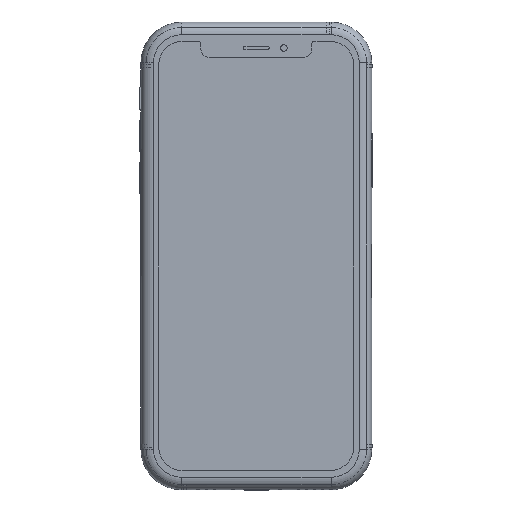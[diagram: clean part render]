
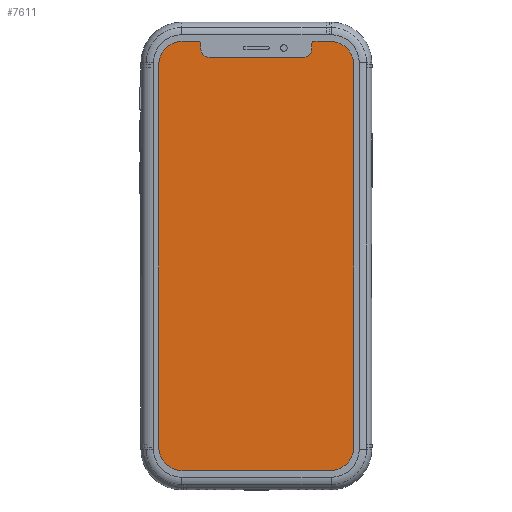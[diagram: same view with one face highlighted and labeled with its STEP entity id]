
A CAD part, top view. The second image highlights one B-rep face of the part: STEP entity #7611.
In plain terms, the highlighted planar face has unit normal (0, 0, 1).
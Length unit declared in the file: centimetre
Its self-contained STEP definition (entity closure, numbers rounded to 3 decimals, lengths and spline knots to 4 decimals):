
#729=PLANE($,#8316);
#1051=FACE_OUTER_BOUND($,#1593,.T.);
#1593=EDGE_LOOP($,(#5856,#5857,#5858,#5859,#5860,#5861,#5862,#5863,#5864,
#5865,#5866,#5867,#5868,#5869,#5870,#5871));
#2078=CIRCLE($,#8313,0.1);
#2080=CIRCLE($,#8317,0.25);
#2081=CIRCLE($,#8318,0.25);
#2082=CIRCLE($,#8319,0.1);
#2083=CIRCLE($,#8320,0.75);
#2084=CIRCLE($,#8321,0.75);
#2085=CIRCLE($,#8322,0.75);
#2086=CIRCLE($,#8323,0.75);
#2313=LINE($,#12300,#2846);
#2316=LINE($,#12306,#2849);
#2317=LINE($,#12310,#2850);
#2318=LINE($,#12314,#2851);
#2319=LINE($,#12318,#2852);
#2320=LINE($,#12322,#2853);
#2321=LINE($,#12326,#2854);
#2322=LINE($,#12330,#2855);
#2846=VECTOR($,#9300,0.45);
#2849=VECTOR($,#9305,0.15);
#2850=VECTOR($,#9308,2.9);
#2851=VECTOR($,#9311,0.15);
#2852=VECTOR($,#9314,0.45);
#2853=VECTOR($,#9317,11.7);
#2854=VECTOR($,#9320,4.5);
#2855=VECTOR($,#9323,11.7);
#3567=VERTEX_POINT($,#12290);
#3568=VERTEX_POINT($,#12291);
#3571=VERTEX_POINT($,#12299);
#3573=VERTEX_POINT($,#12305);
#3574=VERTEX_POINT($,#12307);
#3575=VERTEX_POINT($,#12309);
#3576=VERTEX_POINT($,#12311);
#3577=VERTEX_POINT($,#12313);
#3578=VERTEX_POINT($,#12315);
#3579=VERTEX_POINT($,#12317);
#3580=VERTEX_POINT($,#12319);
#3581=VERTEX_POINT($,#12321);
#3582=VERTEX_POINT($,#12323);
#3583=VERTEX_POINT($,#12325);
#3584=VERTEX_POINT($,#12327);
#3585=VERTEX_POINT($,#12329);
#4417=EDGE_CURVE($,#3567,#3568,#2078,.T.);
#4421=EDGE_CURVE($,#3571,#3568,#2313,.T.);
#4424=EDGE_CURVE($,#3567,#3573,#2316,.T.);
#4425=EDGE_CURVE($,#3573,#3574,#2080,.T.);
#4426=EDGE_CURVE($,#3574,#3575,#2317,.T.);
#4427=EDGE_CURVE($,#3575,#3576,#2081,.T.);
#4428=EDGE_CURVE($,#3576,#3577,#2318,.T.);
#4429=EDGE_CURVE($,#3578,#3577,#2082,.T.);
#4430=EDGE_CURVE($,#3578,#3579,#2319,.T.);
#4431=EDGE_CURVE($,#3580,#3579,#2083,.T.);
#4432=EDGE_CURVE($,#3580,#3581,#2320,.T.);
#4433=EDGE_CURVE($,#3582,#3581,#2084,.T.);
#4434=EDGE_CURVE($,#3582,#3583,#2321,.T.);
#4435=EDGE_CURVE($,#3584,#3583,#2085,.T.);
#4436=EDGE_CURVE($,#3584,#3585,#2322,.T.);
#4437=EDGE_CURVE($,#3571,#3585,#2086,.T.);
#5856=ORIENTED_EDGE($,*,*,#4417,.F.);
#5857=ORIENTED_EDGE($,*,*,#4424,.T.);
#5858=ORIENTED_EDGE($,*,*,#4425,.T.);
#5859=ORIENTED_EDGE($,*,*,#4426,.T.);
#5860=ORIENTED_EDGE($,*,*,#4427,.T.);
#5861=ORIENTED_EDGE($,*,*,#4428,.T.);
#5862=ORIENTED_EDGE($,*,*,#4429,.F.);
#5863=ORIENTED_EDGE($,*,*,#4430,.T.);
#5864=ORIENTED_EDGE($,*,*,#4431,.F.);
#5865=ORIENTED_EDGE($,*,*,#4432,.T.);
#5866=ORIENTED_EDGE($,*,*,#4433,.F.);
#5867=ORIENTED_EDGE($,*,*,#4434,.T.);
#5868=ORIENTED_EDGE($,*,*,#4435,.F.);
#5869=ORIENTED_EDGE($,*,*,#4436,.T.);
#5870=ORIENTED_EDGE($,*,*,#4437,.F.);
#5871=ORIENTED_EDGE($,*,*,#4421,.T.);
#7611=ADVANCED_FACE($,(#1051),#729,.T.);
#8313=AXIS2_PLACEMENT_3D($,#12292,#9292,#9293);
#8316=AXIS2_PLACEMENT_3D($,#12304,#9303,#9304);
#8317=AXIS2_PLACEMENT_3D($,#12308,#9306,#9307);
#8318=AXIS2_PLACEMENT_3D($,#12312,#9309,#9310);
#8319=AXIS2_PLACEMENT_3D($,#12316,#9312,#9313);
#8320=AXIS2_PLACEMENT_3D($,#12320,#9315,#9316);
#8321=AXIS2_PLACEMENT_3D($,#12324,#9318,#9319);
#8322=AXIS2_PLACEMENT_3D($,#12328,#9321,#9322);
#8323=AXIS2_PLACEMENT_3D($,#12331,#9324,#9325);
#9292=DIRECTION('center_axis',(0.,0.,-1.));
#9293=DIRECTION('ref_axis',(-0.707,0.707,0.));
#9300=DIRECTION($,(-1.,0.,0.));
#9303=DIRECTION('center_axis',(0.,0.,1.));
#9304=DIRECTION('ref_axis',(1.,0.,0.));
#9305=DIRECTION($,(0.,-1.,0.));
#9306=DIRECTION('center_axis',(0.,0.,-1.));
#9307=DIRECTION('ref_axis',(0.707,-0.707,0.));
#9308=DIRECTION($,(-1.,0.,0.));
#9309=DIRECTION('center_axis',(0.,0.,-1.));
#9310=DIRECTION('ref_axis',(-0.707,-0.707,0.));
#9311=DIRECTION($,(0.,1.,0.));
#9312=DIRECTION('center_axis',(0.,0.,-1.));
#9313=DIRECTION('ref_axis',(0.707,0.707,0.));
#9314=DIRECTION($,(-1.,0.,0.));
#9315=DIRECTION('center_axis',(0.,0.,-1.));
#9316=DIRECTION('ref_axis',(-0.707,0.707,0.));
#9317=DIRECTION($,(0.,-1.,0.));
#9318=DIRECTION('center_axis',(0.,0.,-1.));
#9319=DIRECTION('ref_axis',(-0.707,-0.707,0.));
#9320=DIRECTION($,(1.,0.,0.));
#9321=DIRECTION('center_axis',(0.,0.,-1.));
#9322=DIRECTION('ref_axis',(0.707,-0.707,0.));
#9323=DIRECTION($,(0.,1.,0.));
#9324=DIRECTION('center_axis',(0.,0.,-1.));
#9325=DIRECTION('ref_axis',(0.707,0.707,0.));
#12290=CARTESIAN_POINT('',(17.3577,4.388,0.0826));
#12291=CARTESIAN_POINT('',(17.4577,4.488,0.0826));
#12292=CARTESIAN_POINT('Origin',(17.4577,4.388,0.0826));
#12299=CARTESIAN_POINT('',(17.9077,4.488,0.0826));
#12300=CARTESIAN_POINT($,(15.6577,4.488,0.0826));
#12304=CARTESIAN_POINT('Origin',(15.6577,-2.112,0.0826));
#12305=CARTESIAN_POINT('',(17.3577,4.238,0.0826));
#12306=CARTESIAN_POINT($,(17.3577,1.063,0.0826));
#12307=CARTESIAN_POINT('',(17.1077,3.988,0.0826));
#12308=CARTESIAN_POINT('Origin',(17.1077,4.238,0.0826));
#12309=CARTESIAN_POINT('',(14.2077,3.988,0.0826));
#12310=CARTESIAN_POINT($,(15.6577,3.988,0.0826));
#12311=CARTESIAN_POINT('',(13.9577,4.238,0.0826));
#12312=CARTESIAN_POINT('Origin',(14.2077,4.238,0.0826));
#12313=CARTESIAN_POINT('',(13.9577,4.388,0.0826));
#12314=CARTESIAN_POINT($,(13.9577,1.063,0.0826));
#12315=CARTESIAN_POINT('',(13.8577,4.488,0.0826));
#12316=CARTESIAN_POINT('Origin',(13.8577,4.388,0.0826));
#12317=CARTESIAN_POINT('',(13.4077,4.488,0.0826));
#12318=CARTESIAN_POINT($,(15.6577,4.488,0.0826));
#12319=CARTESIAN_POINT('',(12.6577,3.738,0.0826));
#12320=CARTESIAN_POINT('Origin',(13.4077,3.738,0.0826));
#12321=CARTESIAN_POINT('',(12.6577,-7.962,0.0826));
#12322=CARTESIAN_POINT($,(12.6577,-2.112,0.0826));
#12323=CARTESIAN_POINT('',(13.4077,-8.712,0.0826));
#12324=CARTESIAN_POINT('Origin',(13.4077,-7.962,0.0826));
#12325=CARTESIAN_POINT('',(17.9077,-8.712,0.0826));
#12326=CARTESIAN_POINT($,(15.6577,-8.712,0.0826));
#12327=CARTESIAN_POINT('',(18.6577,-7.962,0.0826));
#12328=CARTESIAN_POINT('Origin',(17.9077,-7.962,0.0826));
#12329=CARTESIAN_POINT('',(18.6577,3.738,0.0826));
#12330=CARTESIAN_POINT($,(18.6577,-2.112,0.0826));
#12331=CARTESIAN_POINT('Origin',(17.9077,3.738,0.0826));
